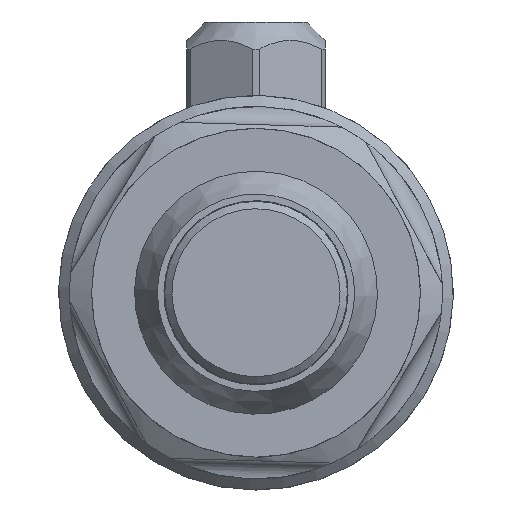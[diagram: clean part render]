
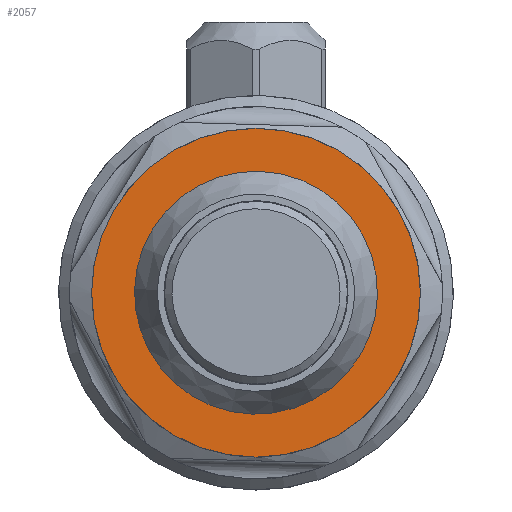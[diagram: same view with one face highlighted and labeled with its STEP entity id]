
A CAD part, left-side view. The second image highlights one B-rep face of the part: STEP entity #2057.
In plain terms, the highlighted planar face has unit normal (-1, 0, 0).
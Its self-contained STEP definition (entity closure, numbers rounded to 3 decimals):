
#68=CIRCLE('',#2181,16.55);
#69=CIRCLE('',#2183,22.5);
#137=PLANE('',#2182);
#437=ORIENTED_EDGE('',*,*,#771,.T.);
#438=ORIENTED_EDGE('',*,*,#770,.F.);
#770=EDGE_CURVE('',#946,#946,#68,.T.);
#771=EDGE_CURVE('',#947,#947,#69,.T.);
#946=VERTEX_POINT('',#3054);
#947=VERTEX_POINT('',#3057);
#1097=EDGE_LOOP('',(#437));
#1098=EDGE_LOOP('',(#438));
#1223=FACE_BOUND('',#1097,.T.);
#1224=FACE_BOUND('',#1098,.T.);
#2057=ADVANCED_FACE('',(#1223,#1224),#137,.F.);
#2181=AXIS2_PLACEMENT_3D('',#3053,#2440,#2441);
#2182=AXIS2_PLACEMENT_3D('',#3055,#2442,#2443);
#2183=AXIS2_PLACEMENT_3D('',#3056,#2444,#2445);
#2440=DIRECTION('',(-1.,0.,0.));
#2441=DIRECTION('',(0.,-0.525,0.851));
#2442=DIRECTION('',(1.,0.,0.));
#2443=DIRECTION('',(0.,0.525,-0.851));
#2444=DIRECTION('',(-1.,0.,0.));
#2445=DIRECTION('',(0.,1.,0.));
#3053=CARTESIAN_POINT('',(-7.98,0.,0.));
#3054=CARTESIAN_POINT('',(-7.98,-8.692,14.084));
#3055=CARTESIAN_POINT('',(-7.98,8.692,-14.084));
#3056=CARTESIAN_POINT('',(-7.98,0.,0.));
#3057=CARTESIAN_POINT('',(-7.98,22.5,0.));
